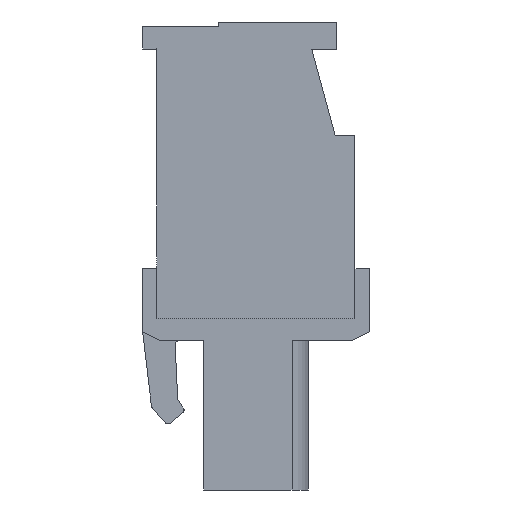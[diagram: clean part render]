
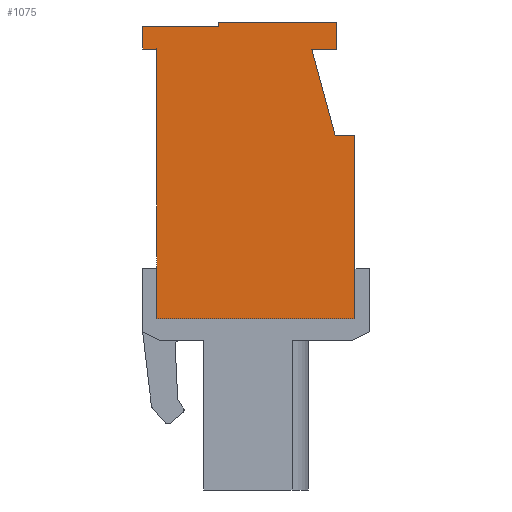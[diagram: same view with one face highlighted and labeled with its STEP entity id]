
A CAD part, left-side view. The second image highlights one B-rep face of the part: STEP entity #1075.
In plain terms, the highlighted planar face has unit normal (-1, 0, 0).
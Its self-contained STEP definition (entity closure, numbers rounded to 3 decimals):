
#1075 = ADVANCED_FACE( '', ( #2720 ), #2721, .T. );
#2720 = FACE_OUTER_BOUND( '', #5108, .T. );
#2721 = PLANE( '', #5109 );
#5108 = EDGE_LOOP( '', ( #7655, #7656, #7657, #7658, #7659, #7660, #7661, #7662, #7663, #7664, #7665, #7666 ) );
#5109 = AXIS2_PLACEMENT_3D( '', #7667, #7668, #7669 );
#7655 = ORIENTED_EDGE( '', *, *, #14764, .T. );
#7656 = ORIENTED_EDGE( '', *, *, #14765, .T. );
#7657 = ORIENTED_EDGE( '', *, *, #14766, .T. );
#7658 = ORIENTED_EDGE( '', *, *, #14767, .T. );
#7659 = ORIENTED_EDGE( '', *, *, #14768, .T. );
#7660 = ORIENTED_EDGE( '', *, *, #14769, .T. );
#7661 = ORIENTED_EDGE( '', *, *, #14770, .T. );
#7662 = ORIENTED_EDGE( '', *, *, #14771, .T. );
#7663 = ORIENTED_EDGE( '', *, *, #14772, .T. );
#7664 = ORIENTED_EDGE( '', *, *, #14773, .T. );
#7665 = ORIENTED_EDGE( '', *, *, #14774, .T. );
#7666 = ORIENTED_EDGE( '', *, *, #14775, .T. );
#7667 = CARTESIAN_POINT( '', ( -15.24, 0., 0. ) );
#7668 = DIRECTION( '', ( -1., 0., 0. ) );
#7669 = DIRECTION( '', ( 0., 0., 1. ) );
#14764 = EDGE_CURVE( '', #17749, #17750, #17751, .T. );
#14765 = EDGE_CURVE( '', #17750, #17752, #17753, .T. );
#14766 = EDGE_CURVE( '', #17752, #17754, #17755, .T. );
#14767 = EDGE_CURVE( '', #17754, #17756, #17757, .T. );
#14768 = EDGE_CURVE( '', #17756, #17758, #17759, .T. );
#14769 = EDGE_CURVE( '', #17758, #17760, #17761, .T. );
#14770 = EDGE_CURVE( '', #17760, #17762, #17763, .T. );
#14771 = EDGE_CURVE( '', #17762, #17764, #17765, .T. );
#14772 = EDGE_CURVE( '', #17764, #17766, #17767, .T. );
#14773 = EDGE_CURVE( '', #17766, #17768, #17769, .T. );
#14774 = EDGE_CURVE( '', #17768, #17770, #17771, .T. );
#14775 = EDGE_CURVE( '', #17770, #17749, #17772, .T. );
#17749 = VERTEX_POINT( '', #22107 );
#17750 = VERTEX_POINT( '', #22108 );
#17751 = LINE( '', #22109, #22110 );
#17752 = VERTEX_POINT( '', #22111 );
#17753 = LINE( '', #22112, #22113 );
#17754 = VERTEX_POINT( '', #22114 );
#17755 = LINE( '', #22115, #22116 );
#17756 = VERTEX_POINT( '', #22117 );
#17757 = LINE( '', #22118, #22119 );
#17758 = VERTEX_POINT( '', #22120 );
#17759 = LINE( '', #22121, #22122 );
#17760 = VERTEX_POINT( '', #22123 );
#17761 = LINE( '', #22124, #22125 );
#17762 = VERTEX_POINT( '', #22126 );
#17763 = LINE( '', #22127, #22128 );
#17764 = VERTEX_POINT( '', #22129 );
#17765 = LINE( '', #22130, #22131 );
#17766 = VERTEX_POINT( '', #22132 );
#17767 = LINE( '', #22133, #22134 );
#17768 = VERTEX_POINT( '', #22135 );
#17769 = LINE( '', #22136, #22137 );
#17770 = VERTEX_POINT( '', #22138 );
#17771 = LINE( '', #22139, #22140 );
#17772 = LINE( '', #22141, #22142 );
#22107 = CARTESIAN_POINT( '', ( -15.24, -4.5, 7.5 ) );
#22108 = CARTESIAN_POINT( '', ( -15.24, -4.5, 9. ) );
#22109 = CARTESIAN_POINT( '', ( -15.24, -4.5, 7.5 ) );
#22110 = VECTOR( '', #27966, 1000. );
#22111 = CARTESIAN_POINT( '', ( -15.24, 2.1, 9. ) );
#22112 = CARTESIAN_POINT( '', ( -15.24, -4.5, 9. ) );
#22113 = VECTOR( '', #27967, 1000. );
#22114 = CARTESIAN_POINT( '', ( -15.24, 2.1, 8.75 ) );
#22115 = CARTESIAN_POINT( '', ( -15.24, 2.1, 9. ) );
#22116 = VECTOR( '', #27968, 1000. );
#22117 = CARTESIAN_POINT( '', ( -15.24, 6.3, 8.75 ) );
#22118 = CARTESIAN_POINT( '', ( -15.24, 2.1, 8.75 ) );
#22119 = VECTOR( '', #27969, 1000. );
#22120 = CARTESIAN_POINT( '', ( -15.24, 6.3, 7.5 ) );
#22121 = CARTESIAN_POINT( '', ( -15.24, 6.3, 8.75 ) );
#22122 = VECTOR( '', #27970, 1000. );
#22123 = CARTESIAN_POINT( '', ( -15.24, 5.5, 7.5 ) );
#22124 = CARTESIAN_POINT( '', ( -15.24, 6.3, 7.5 ) );
#22125 = VECTOR( '', #27971, 1000. );
#22126 = CARTESIAN_POINT( '', ( -15.24, 5.5, -7.5 ) );
#22127 = CARTESIAN_POINT( '', ( -15.24, 5.5, 7.5 ) );
#22128 = VECTOR( '', #27972, 1000. );
#22129 = CARTESIAN_POINT( '', ( -15.24, -5.5, -7.5 ) );
#22130 = CARTESIAN_POINT( '', ( -15.24, 5.5, -7.5 ) );
#22131 = VECTOR( '', #27973, 1000. );
#22132 = CARTESIAN_POINT( '', ( -15.24, -5.5, 2.7 ) );
#22133 = CARTESIAN_POINT( '', ( -15.24, -5.5, -7.5 ) );
#22134 = VECTOR( '', #27974, 1000. );
#22135 = CARTESIAN_POINT( '', ( -15.24, -4.4, 2.7 ) );
#22136 = CARTESIAN_POINT( '', ( -15.24, -5.5, 2.7 ) );
#22137 = VECTOR( '', #27975, 1000. );
#22138 = CARTESIAN_POINT( '', ( -15.24, -3.1, 7.5 ) );
#22139 = CARTESIAN_POINT( '', ( -15.24, -4.4, 2.7 ) );
#22140 = VECTOR( '', #27976, 1000. );
#22141 = CARTESIAN_POINT( '', ( -15.24, -3.1, 7.5 ) );
#22142 = VECTOR( '', #27977, 1000. );
#27966 = DIRECTION( '', ( 0., 0., 1. ) );
#27967 = DIRECTION( '', ( 0., 1., 0. ) );
#27968 = DIRECTION( '', ( 0., 0., -1. ) );
#27969 = DIRECTION( '', ( 0., 1., 0. ) );
#27970 = DIRECTION( '', ( 0., 0., -1. ) );
#27971 = DIRECTION( '', ( 0., -1., 0. ) );
#27972 = DIRECTION( '', ( 0., 0., -1. ) );
#27973 = DIRECTION( '', ( 0., -1., 0. ) );
#27974 = DIRECTION( '', ( 0., 0., 1. ) );
#27975 = DIRECTION( '', ( 0., 1., 0. ) );
#27976 = DIRECTION( '', ( 0., 0.261, 0.965 ) );
#27977 = DIRECTION( '', ( 0., -1., 0. ) );
